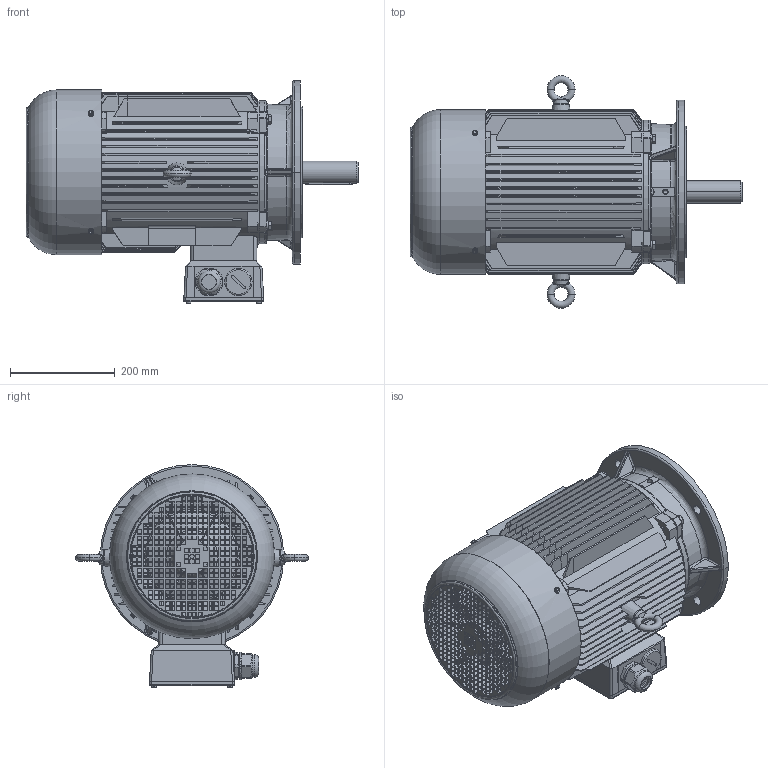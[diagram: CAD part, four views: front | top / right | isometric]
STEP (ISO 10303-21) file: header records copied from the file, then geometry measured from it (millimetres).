
FILE_DESCRIPTION(/* description */ (''),/* implementation_level */ '2;1');
FILE_NAME(/* name */ 'JM3-160L-B5.stp',/* time_stamp */ '2014-10-07T10:04:58+08:00',/* author */ (''),/* organization */ (''),/* preprocessor_version */ 'ST-DEVELOPER v14',/* originating_system */ 'SIEMENS PLM Software NX 8.0',/* authorisation */ '');
FILE_SCHEMA (('AUTOMOTIVE_DESIGN { 1 0 10303 214 3 1 1 1 }'));
Length unit declared in the file: millimetre
Products named in the file (1): jl0D7857331x6k
Bounding box: 633 x 443.2 x 425 mm (x, y, z)
Volume: 8745915.7 mm3; surface area: 2710744.6 mm2
Topology: 61 solids, 61 shells, 4326 faces, 11425 edges, 7354 vertices
Faces by surface type: plane 2358, cylinder 934, torus 355, bspline 348, cone 314, sphere 17
Full cylindrical faces by diameter (mm): 2 x1, 4.48 x8, 5 x8, 5.3 x4, 5.35 x8, 6 x8, 7 x8, 8 x1, 9.026 x8, 10 x15, 11.2 x8, 16 x1, 27.5 x1, 32.5 x3, 37.5 x5, 38.2 x1, 38.75 x6, 40 x7, 41.25 x6, 43.125 x1, 52 x1, 53.125 x1, 65 x1, 66 x1, 132 x1, 235 x1, 311 x1, 314 x1
Entity records: 162187 total; most frequent: CARTESIAN_POINT 45713, ORIENTED_EDGE 22112, DIRECTION 19900, EDGE_CURVE 11056, VERTEX_POINT 7229, AXIS2_PLACEMENT_3D 6692, LINE 6516, VECTOR 6516
